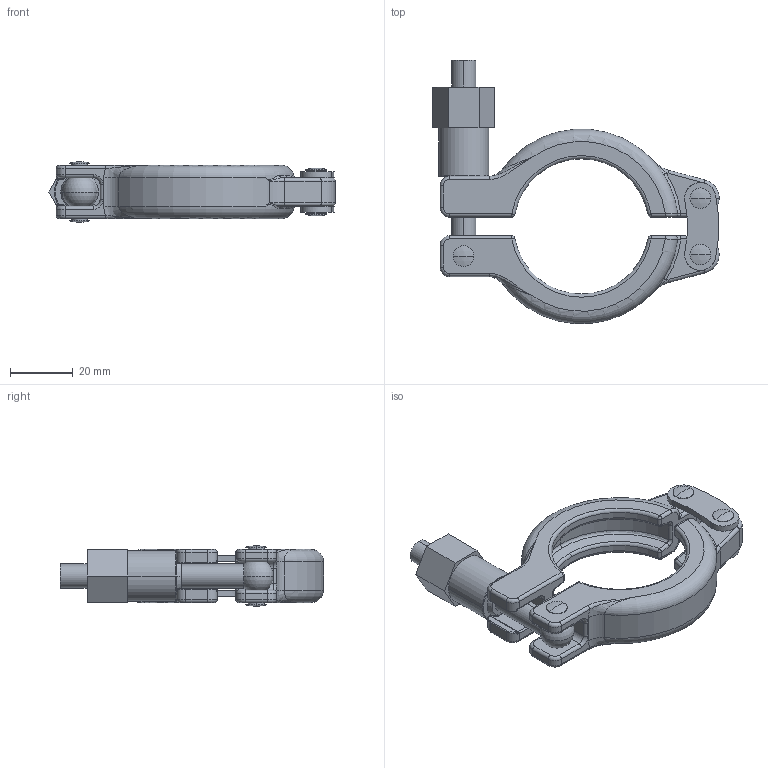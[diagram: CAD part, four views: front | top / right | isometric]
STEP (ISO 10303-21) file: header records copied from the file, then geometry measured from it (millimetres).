
FILE_DESCRIPTION (( 'STEP AP214' ), '1' );
FILE_NAME ('CL.SAFX.0100 BLOCK.STEP', '2019-04-16T13:58:25', ( '' ), ( '' ), 'SwSTEP 2.0', 'SolidWorks 2019', '' );
FILE_SCHEMA (( 'AUTOMOTIVE_DESIGN' ));
Length unit declared in the file: millimetre
Products named in the file (1): CL.SAFX.0100 BLOCK
Bounding box: 91.37 x 84 x 19.3 mm (x, y, z)
Volume: 34571 mm3; surface area: 16880 mm2
Topology: 3 solids, 3 shells, 381 faces, 888 edges, 501 vertices
Faces by surface type: cylinder 149, torus 76, plane 60, bspline 46, sphere 36, cone 14
Entity records: 12903 total; most frequent: CARTESIAN_POINT 4331, DIRECTION 1930, ORIENTED_EDGE 1726, EDGE_CURVE 863, AXIS2_PLACEMENT_3D 834, VERTEX_POINT 500, CIRCLE 498, EDGE_LOOP 407
